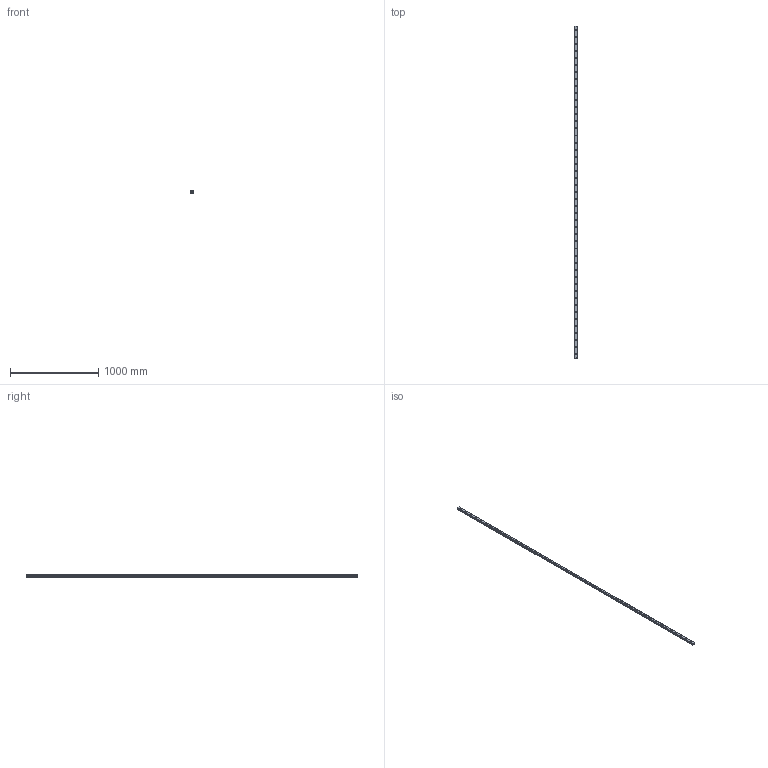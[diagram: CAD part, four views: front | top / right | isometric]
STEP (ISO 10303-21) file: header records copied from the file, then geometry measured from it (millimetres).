
FILE_DESCRIPTION(('STEP AP214'),'1');
FILE_NAME('cctmp_AF4AA5C8-0F7F-4F7D-803C-6D18831C2387_2021_02_12_11_35_46_0244..stp','2021-02-12T10:35:46',('HIWIN GmbH'),('CADClick - www.CADClick.com'),'Spatial InterOp 3D',' ','unknown authorization');
FILE_SCHEMA(('AUTOMOTIVE_DESIGN'));
Length unit declared in the file: millimetre
Products named in the file (1): EGR30R3760C_FILE
Bounding box: 28 x 3760 x 23 mm (x, y, z)
Volume: 2102118.5 mm3; surface area: 421840.4 mm2
Topology: 1 solids, 1 shells, 526 faces, 1137 edges, 758 vertices
Faces by surface type: cylinder 300, plane 226
Entity records: 18813 total; most frequent: DIRECTION 2791, CARTESIAN_POINT 2422, ORIENTED_EDGE 2274, EDGE_CURVE 1137, AXIS2_PLACEMENT_3D 1127, VERTEX_POINT 758, EDGE_LOOP 671, CIRCLE 600
